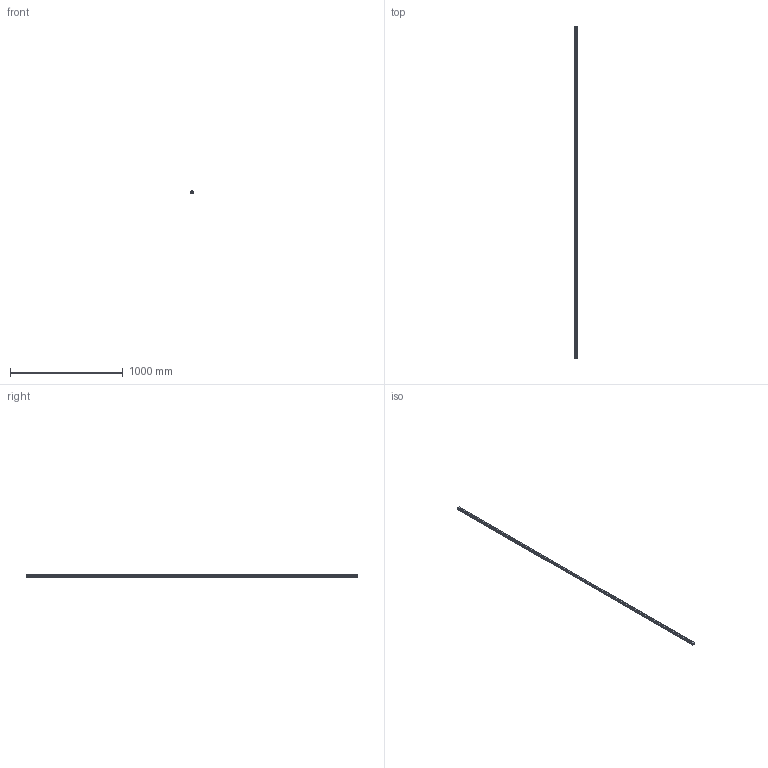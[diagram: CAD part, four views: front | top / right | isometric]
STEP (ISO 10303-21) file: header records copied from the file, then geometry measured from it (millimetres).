
FILE_DESCRIPTION(('STEP AP214'),'1');
FILE_NAME('cctmp_711E4FD3-A987-4BCB-9A17-9786405814B5_2021_02_10_08_52_47_0233..stp','2021-02-10T07:52:47',('HIWIN GmbH'),('CADClick - www.CADClick.com'),'Spatial InterOp 3D',' ','unknown authorization');
FILE_SCHEMA(('AUTOMOTIVE_DESIGN'));
Length unit declared in the file: millimetre
Products named in the file (1): EGR25R2950C_FILE
Bounding box: 23 x 2950 x 18 mm (x, y, z)
Volume: 1014804.3 mm3; surface area: 274030 mm2
Topology: 1 solids, 1 shells, 693 faces, 1767 edges, 1178 vertices
Faces by surface type: plane 379, cylinder 314
Entity records: 27069 total; most frequent: DIRECTION 4175, CARTESIAN_POINT 3639, ORIENTED_EDGE 3534, EDGE_CURVE 1767, AXIS2_PLACEMENT_3D 1714, VERTEX_POINT 1178, CIRCLE 824, EDGE_LOOP 795
